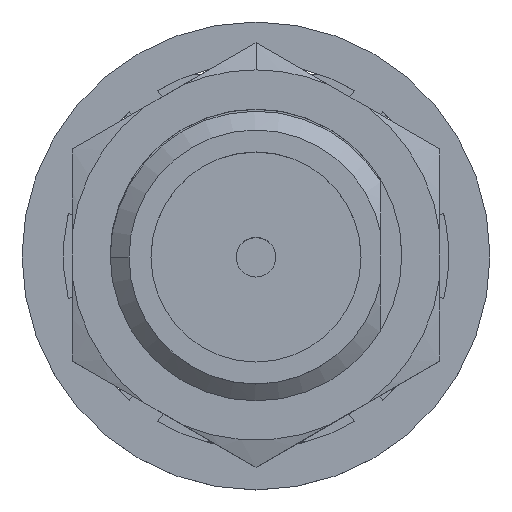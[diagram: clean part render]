
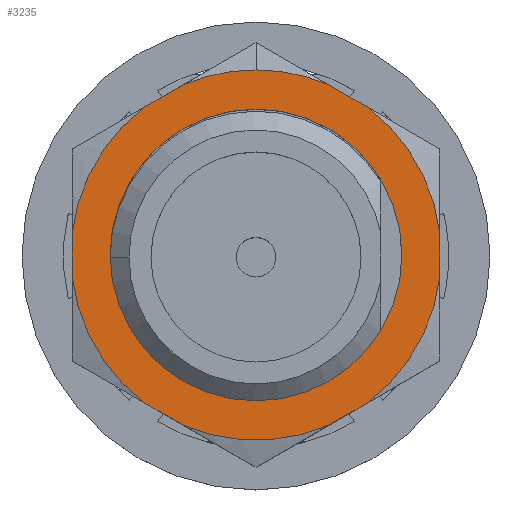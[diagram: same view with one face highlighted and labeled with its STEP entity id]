
A CAD part, top view. The second image highlights one B-rep face of the part: STEP entity #3235.
In plain terms, the highlighted face is planar.
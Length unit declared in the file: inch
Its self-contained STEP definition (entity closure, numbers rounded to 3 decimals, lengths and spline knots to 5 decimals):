
#27 = CARTESIAN_POINT ( 'NONE',  ( 0., 0.041, 0. ) ) ;
#44 = CARTESIAN_POINT ( 'NONE',  ( 0., 0.041, 0. ) ) ;
#92 = VERTEX_POINT ( 'NONE', #1682 ) ;
#179 = CIRCLE ( 'NONE', #3657, 0.15865 ) ;
#220 = ORIENTED_EDGE ( 'NONE', *, *, #5275, .T. ) ;
#226 = DIRECTION ( 'NONE',  ( 0., 1., 0. ) ) ;
#284 = ORIENTED_EDGE ( 'NONE', *, *, #5094, .T. ) ;
#292 = VECTOR ( 'NONE', #3714, 39.37008 ) ;
#392 = DIRECTION ( 'NONE',  ( 0., 0., 1. ) ) ;
#423 = PLANE ( 'NONE',  #2736 ) ;
#450 = CARTESIAN_POINT ( 'NONE',  ( 0.09526, 0.041, 0.12687 ) ) ;
#470 = LINE ( 'NONE', #5592, #1074 ) ;
#492 = DIRECTION ( 'NONE',  ( 0., 1., 0. ) ) ;
#528 = DIRECTION ( 'NONE',  ( 0., 1., 0. ) ) ;
#558 = CARTESIAN_POINT ( 'NONE',  ( 0., 0.041, 0. ) ) ;
#586 = VERTEX_POINT ( 'NONE', #4634 ) ;
#609 = VERTEX_POINT ( 'NONE', #1303 ) ;
#633 = DIRECTION ( 'NONE',  ( 0., 0., 1. ) ) ;
#732 = EDGE_CURVE ( 'NONE', #609, #899, #3845, .T. ) ;
#794 = LINE ( 'NONE', #1791, #292 ) ;
#798 = CARTESIAN_POINT ( 'NONE',  ( 0.1575, 0.041, -0.01906 ) ) ;
#826 = AXIS2_PLACEMENT_3D ( 'NONE', #3252, #5167, #906 ) ;
#843 = VERTEX_POINT ( 'NONE', #2539 ) ;
#899 = VERTEX_POINT ( 'NONE', #2448 ) ;
#906 = DIRECTION ( 'NONE',  ( 0., 0., 1. ) ) ;
#916 = ORIENTED_EDGE ( 'NONE', *, *, #4036, .T. ) ;
#950 = LINE ( 'NONE', #5264, #6055 ) ;
#963 = FACE_OUTER_BOUND ( 'NONE', #3384, .T. ) ;
#976 = DIRECTION ( 'NONE',  ( 0., 0., 1. ) ) ;
#1004 = CARTESIAN_POINT ( 'NONE',  ( 0., 0.041, 0. ) ) ;
#1074 = VECTOR ( 'NONE', #4695, 39.37008 ) ;
#1123 = CARTESIAN_POINT ( 'NONE',  ( 0., 0.041, 0. ) ) ;
#1180 = AXIS2_PLACEMENT_3D ( 'NONE', #558, #4376, #1981 ) ;
#1244 = AXIS2_PLACEMENT_3D ( 'NONE', #2180, #2144, #392 ) ;
#1303 = CARTESIAN_POINT ( 'NONE',  ( -0.1575, 0.041, 0.01906 ) ) ;
#1304 = EDGE_CURVE ( 'NONE', #3322, #3176, #3053, .T. ) ;
#1371 = AXIS2_PLACEMENT_3D ( 'NONE', #1123, #226, #633 ) ;
#1421 = CARTESIAN_POINT ( 'NONE',  ( -0.1575, 0.041, -0.01906 ) ) ;
#1470 = VECTOR ( 'NONE', #3374, 39.37008 ) ;
#1511 = EDGE_CURVE ( 'NONE', #2432, #3322, #470, .T. ) ;
#1516 = EDGE_CURVE ( 'NONE', #843, #3220, #4544, .T. ) ;
#1534 = VERTEX_POINT ( 'NONE', #1726 ) ;
#1580 = AXIS2_PLACEMENT_3D ( 'NONE', #4664, #6100, #5154 ) ;
#1654 = LINE ( 'NONE', #5443, #5748 ) ;
#1682 = CARTESIAN_POINT ( 'NONE',  ( 0.09526, 0.041, -0.12687 ) ) ;
#1726 = CARTESIAN_POINT ( 'NONE',  ( -0.09526, 0.041, -0.12687 ) ) ;
#1791 = CARTESIAN_POINT ( 'NONE',  ( -0.1575, 0.041, 0.09093 ) ) ;
#1810 = ORIENTED_EDGE ( 'NONE', *, *, #1511, .T. ) ;
#1925 = LINE ( 'NONE', #3824, #1470 ) ;
#1981 = DIRECTION ( 'NONE',  ( 0., 0., 1. ) ) ;
#2100 = VERTEX_POINT ( 'NONE', #4957 ) ;
#2144 = DIRECTION ( 'NONE',  ( 0., 1., 0. ) ) ;
#2164 = ORIENTED_EDGE ( 'NONE', *, *, #3188, .F. ) ;
#2180 = CARTESIAN_POINT ( 'NONE',  ( 0., 0.041, 0. ) ) ;
#2274 = CARTESIAN_POINT ( 'NONE',  ( -0.06224, 0.041, 0.14593 ) ) ;
#2299 = CARTESIAN_POINT ( 'NONE',  ( 0., 0.041, -0.125 ) ) ;
#2355 = CARTESIAN_POINT ( 'NONE',  ( 0.1575, 0.041, 0.09093 ) ) ;
#2394 = EDGE_CURVE ( 'NONE', #3176, #3895, #5723, .T. ) ;
#2432 = VERTEX_POINT ( 'NONE', #5255 ) ;
#2448 = CARTESIAN_POINT ( 'NONE',  ( -0.09526, 0.041, 0.12687 ) ) ;
#2456 = ORIENTED_EDGE ( 'NONE', *, *, #2547, .T. ) ;
#2539 = CARTESIAN_POINT ( 'NONE',  ( 0., 0.041, 0.125 ) ) ;
#2547 = EDGE_CURVE ( 'NONE', #5173, #2100, #3736, .T. ) ;
#2573 = ORIENTED_EDGE ( 'NONE', *, *, #1304, .T. ) ;
#2655 = DIRECTION ( 'NONE',  ( 0., 1., 0. ) ) ;
#2726 = CIRCLE ( 'NONE', #3004, 0.15865 ) ;
#2736 = AXIS2_PLACEMENT_3D ( 'NONE', #2355, #528, #3843 ) ;
#2790 = DIRECTION ( 'NONE',  ( 0., 1., 0. ) ) ;
#2836 = DIRECTION ( 'NONE',  ( -0.866, 0., 0.5 ) ) ;
#2854 = ORIENTED_EDGE ( 'NONE', *, *, #732, .T. ) ;
#2866 = EDGE_LOOP ( 'NONE', ( #2164, #5588 ) ) ;
#3004 = AXIS2_PLACEMENT_3D ( 'NONE', #1004, #5291, #976 ) ;
#3053 = CIRCLE ( 'NONE', #1180, 0.15865 ) ;
#3078 = ORIENTED_EDGE ( 'NONE', *, *, #5200, .T. ) ;
#3176 = VERTEX_POINT ( 'NONE', #4537 ) ;
#3188 = EDGE_CURVE ( 'NONE', #3220, #843, #4626, .T. ) ;
#3211 = VERTEX_POINT ( 'NONE', #1421 ) ;
#3220 = VERTEX_POINT ( 'NONE', #2299 ) ;
#3235 = ADVANCED_FACE ( 'NONE', ( #963, #5168 ), #423, .T. ) ;
#3252 = CARTESIAN_POINT ( 'NONE',  ( 0., 0.041, 0. ) ) ;
#3322 = VERTEX_POINT ( 'NONE', #450 ) ;
#3374 = DIRECTION ( 'NONE',  ( 0., 0., 1. ) ) ;
#3384 = EDGE_LOOP ( 'NONE', ( #2854, #284, #3833, #1810, #2573, #3831, #5462, #220, #916, #2456, #4455, #4591, #3078 ) ) ;
#3543 = DIRECTION ( 'NONE',  ( -0.866, 0., -0.5 ) ) ;
#3657 = AXIS2_PLACEMENT_3D ( 'NONE', #44, #492, #4829 ) ;
#3714 = DIRECTION ( 'NONE',  ( 0.866, 0., 0.5 ) ) ;
#3736 = CIRCLE ( 'NONE', #4516, 0.15865 ) ;
#3795 = CARTESIAN_POINT ( 'NONE',  ( 0.1575, 0.041, 0.09093 ) ) ;
#3824 = CARTESIAN_POINT ( 'NONE',  ( -0.1575, 0.041, -0.09093 ) ) ;
#3831 = ORIENTED_EDGE ( 'NONE', *, *, #2394, .T. ) ;
#3833 = ORIENTED_EDGE ( 'NONE', *, *, #4615, .T. ) ;
#3843 = DIRECTION ( 'NONE',  ( 0., 0., 1. ) ) ;
#3845 = CIRCLE ( 'NONE', #1371, 0.15865 ) ;
#3895 = VERTEX_POINT ( 'NONE', #798 ) ;
#3939 = AXIS2_PLACEMENT_3D ( 'NONE', #4669, #2790, #5681 ) ;
#4036 = EDGE_CURVE ( 'NONE', #586, #5173, #2726, .T. ) ;
#4125 = DIRECTION ( 'NONE',  ( 0., 0., 1. ) ) ;
#4376 = DIRECTION ( 'NONE',  ( 0., 1., 0. ) ) ;
#4455 = ORIENTED_EDGE ( 'NONE', *, *, #4789, .T. ) ;
#4516 = AXIS2_PLACEMENT_3D ( 'NONE', #27, #2655, #4125 ) ;
#4537 = CARTESIAN_POINT ( 'NONE',  ( 0.1575, 0.041, 0.01906 ) ) ;
#4544 = CIRCLE ( 'NONE', #3939, 0.125 ) ;
#4591 = ORIENTED_EDGE ( 'NONE', *, *, #5900, .T. ) ;
#4615 = EDGE_CURVE ( 'NONE', #5420, #2432, #4858, .T. ) ;
#4626 = CIRCLE ( 'NONE', #1244, 0.125 ) ;
#4634 = CARTESIAN_POINT ( 'NONE',  ( 0.06224, 0.041, -0.14593 ) ) ;
#4664 = CARTESIAN_POINT ( 'NONE',  ( 0., 0.041, 0. ) ) ;
#4669 = CARTESIAN_POINT ( 'NONE',  ( 0., 0.041, 0. ) ) ;
#4695 = DIRECTION ( 'NONE',  ( 0.866, 0., -0.5 ) ) ;
#4723 = VECTOR ( 'NONE', #5226, 39.37008 ) ;
#4789 = EDGE_CURVE ( 'NONE', #2100, #1534, #950, .T. ) ;
#4815 = EDGE_CURVE ( 'NONE', #3895, #92, #179, .T. ) ;
#4829 = DIRECTION ( 'NONE',  ( 0., 0., 1. ) ) ;
#4858 = CIRCLE ( 'NONE', #1580, 0.15865 ) ;
#4957 = CARTESIAN_POINT ( 'NONE',  ( -0.06224, 0.041, -0.14593 ) ) ;
#5094 = EDGE_CURVE ( 'NONE', #899, #5420, #794, .T. ) ;
#5154 = DIRECTION ( 'NONE',  ( 0., 0., 1. ) ) ;
#5167 = DIRECTION ( 'NONE',  ( 0., 1., 0. ) ) ;
#5168 = FACE_BOUND ( 'NONE', #2866, .T. ) ;
#5173 = VERTEX_POINT ( 'NONE', #5199 ) ;
#5199 = CARTESIAN_POINT ( 'NONE',  ( 0., 0.041, -0.15865 ) ) ;
#5200 = EDGE_CURVE ( 'NONE', #3211, #609, #1925, .T. ) ;
#5226 = DIRECTION ( 'NONE',  ( 0., 0., -1. ) ) ;
#5255 = CARTESIAN_POINT ( 'NONE',  ( 0.06224, 0.041, 0.14593 ) ) ;
#5264 = CARTESIAN_POINT ( 'NONE',  ( 0., 0.041, -0.18187 ) ) ;
#5275 = EDGE_CURVE ( 'NONE', #92, #586, #1654, .T. ) ;
#5291 = DIRECTION ( 'NONE',  ( 0., 1., 0. ) ) ;
#5420 = VERTEX_POINT ( 'NONE', #2274 ) ;
#5443 = CARTESIAN_POINT ( 'NONE',  ( 0.1575, 0.041, -0.09093 ) ) ;
#5462 = ORIENTED_EDGE ( 'NONE', *, *, #4815, .T. ) ;
#5588 = ORIENTED_EDGE ( 'NONE', *, *, #1516, .F. ) ;
#5592 = CARTESIAN_POINT ( 'NONE',  ( 0., 0.041, 0.18187 ) ) ;
#5681 = DIRECTION ( 'NONE',  ( 0., 0., 1. ) ) ;
#5684 = CIRCLE ( 'NONE', #826, 0.15865 ) ;
#5723 = LINE ( 'NONE', #3795, #4723 ) ;
#5748 = VECTOR ( 'NONE', #3543, 39.37008 ) ;
#5900 = EDGE_CURVE ( 'NONE', #1534, #3211, #5684, .T. ) ;
#6055 = VECTOR ( 'NONE', #2836, 39.37008 ) ;
#6100 = DIRECTION ( 'NONE',  ( 0., 1., 0. ) ) ;
